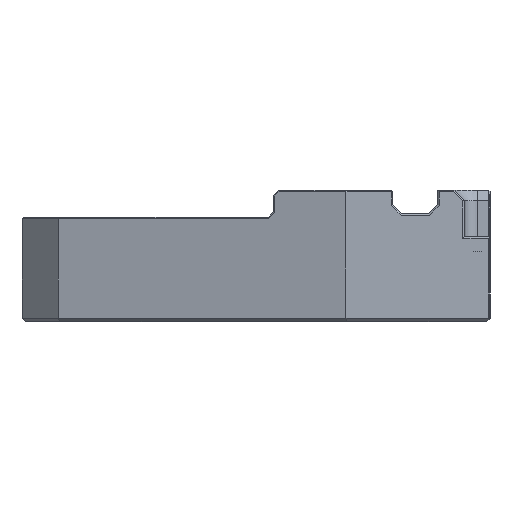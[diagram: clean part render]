
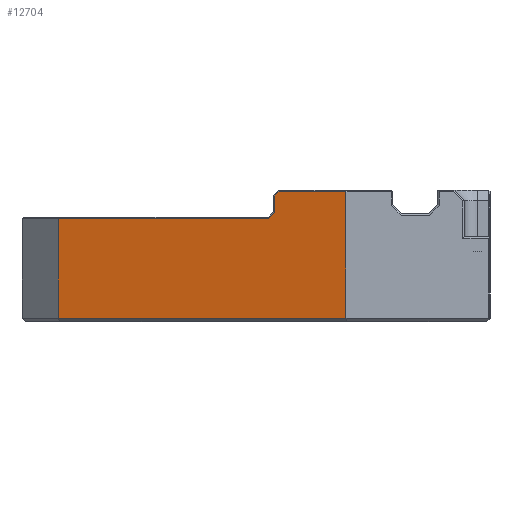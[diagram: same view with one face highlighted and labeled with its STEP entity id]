
A CAD part, left-side view. The second image highlights one B-rep face of the part: STEP entity #12704.
In plain terms, the highlighted planar face has unit normal (-0.972, 0.234, 0).
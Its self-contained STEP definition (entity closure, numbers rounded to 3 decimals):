
#254=FACE_OUTER_BOUND('',#1001,.T.);
#1001=EDGE_LOOP('',(#8460,#8461,#8462,#8463,#8464,#8465,#8466,#8467));
#1835=LINE('',#17762,#3603);
#1842=LINE('',#17775,#3610);
#1934=LINE('',#17960,#3702);
#1935=LINE('',#17962,#3703);
#1936=LINE('',#17964,#3704);
#1937=LINE('',#17966,#3705);
#1938=LINE('',#17968,#3706);
#1939=LINE('',#17969,#3707);
#3603=VECTOR('',#14321,1000.);
#3610=VECTOR('',#14332,1000.);
#3702=VECTOR('',#14492,1000.);
#3703=VECTOR('',#14493,1000.);
#3704=VECTOR('',#14494,1000.);
#3705=VECTOR('',#14495,1000.);
#3706=VECTOR('',#14496,1000.);
#3707=VECTOR('',#14497,10.);
#5367=VERTEX_POINT('',#17759);
#5368=VERTEX_POINT('',#17761);
#5372=VERTEX_POINT('',#17773);
#5431=VERTEX_POINT('',#17959);
#5432=VERTEX_POINT('',#17961);
#5433=VERTEX_POINT('',#17963);
#5434=VERTEX_POINT('',#17965);
#5435=VERTEX_POINT('',#17967);
#6473=EDGE_CURVE('',#5367,#5368,#1835,.T.);
#6480=EDGE_CURVE('',#5367,#5372,#1842,.T.);
#6572=EDGE_CURVE('',#5372,#5431,#1934,.T.);
#6573=EDGE_CURVE('',#5431,#5432,#1935,.T.);
#6574=EDGE_CURVE('',#5432,#5433,#1936,.T.);
#6575=EDGE_CURVE('',#5433,#5434,#1937,.T.);
#6576=EDGE_CURVE('',#5434,#5435,#1938,.T.);
#6577=EDGE_CURVE('',#5368,#5435,#1939,.T.);
#8460=ORIENTED_EDGE('',*,*,#6473,.F.);
#8461=ORIENTED_EDGE('',*,*,#6480,.T.);
#8462=ORIENTED_EDGE('',*,*,#6572,.T.);
#8463=ORIENTED_EDGE('',*,*,#6573,.T.);
#8464=ORIENTED_EDGE('',*,*,#6574,.T.);
#8465=ORIENTED_EDGE('',*,*,#6575,.T.);
#8466=ORIENTED_EDGE('',*,*,#6576,.T.);
#8467=ORIENTED_EDGE('',*,*,#6577,.F.);
#11993=PLANE('',#13465);
#12704=ADVANCED_FACE('',(#254),#11993,.F.);
#13465=AXIS2_PLACEMENT_3D('',#17958,#14490,#14491);
#14321=DIRECTION('',(0.,0.,1.));
#14332=DIRECTION('',(-0.235,-0.972,0.));
#14490=DIRECTION('center_axis',(0.972,-0.235,0.));
#14491=DIRECTION('ref_axis',(-0.235,-0.972,0.));
#14492=DIRECTION('',(0.,0.,1.));
#14493=DIRECTION('',(0.235,0.972,0.));
#14494=DIRECTION('',(0.166,0.687,-0.707));
#14495=DIRECTION('',(0.,0.,-1.));
#14496=DIRECTION('',(0.166,0.687,-0.707));
#14497=DIRECTION('',(-0.235,-0.972,0.));
#17759=CARTESIAN_POINT('',(-82.5,65.,-5.6));
#17761=CARTESIAN_POINT('',(-82.5,65.,22.1));
#17762=CARTESIAN_POINT('',(-82.5,65.,-6.6));
#17773=CARTESIAN_POINT('',(-101.8,-15.,-5.6));
#17775=CARTESIAN_POINT('',(-101.8,-15.,-5.6));
#17958=CARTESIAN_POINT('Origin',(-101.8,-15.,-6.6));
#17959=CARTESIAN_POINT('',(-101.8,-15.,29.6));
#17960=CARTESIAN_POINT('',(-101.8,-15.,-3.6));
#17961=CARTESIAN_POINT('',(-97.314,3.596,29.6));
#17962=CARTESIAN_POINT('',(-97.275,3.757,29.6));
#17963=CARTESIAN_POINT('',(-97.017,4.826,28.334));
#17964=CARTESIAN_POINT('',(-96.989,4.94,28.217));
#17965=CARTESIAN_POINT('',(-97.017,4.826,23.834));
#17966=CARTESIAN_POINT('',(-97.017,4.826,24.));
#17967=CARTESIAN_POINT('',(-96.61,6.512,22.1));
#17968=CARTESIAN_POINT('',(-96.661,6.301,22.317));
#17969=CARTESIAN_POINT('',(-99.197,-4.212,22.1));
